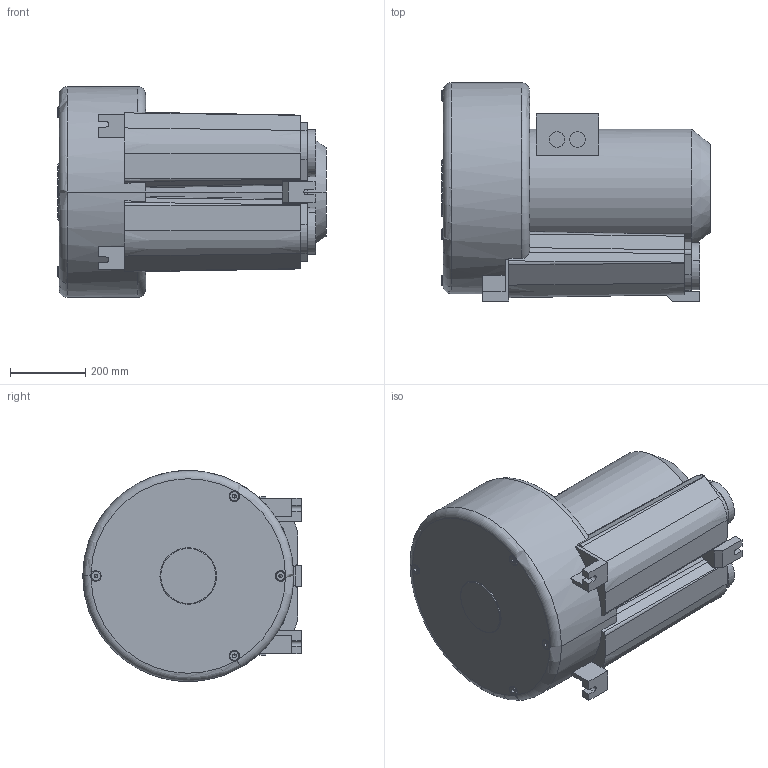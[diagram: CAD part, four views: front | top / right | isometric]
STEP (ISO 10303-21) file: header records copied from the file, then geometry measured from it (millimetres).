
FILE_DESCRIPTION((''),'2;1');
FILE_NAME('VSC1370_1MP182_GEWFL_ASM','2017-08-09T',('cfitz'),('vacuvane vacuum technology gmbh'),'CREO PARAMETRIC BY PTC INC, 2016130','CREO PARAMETRIC BY PTC INC, 2016130','');
FILE_SCHEMA(('CONFIG_CONTROL_DESIGN'));
Length unit declared in the file: millimetre
Products named in the file (3): VSC1370_1MP182; GEWINDEFLANSCH_4_ZOLL; VSC1370_1MP182_GEWFL_ASM
Assembly tree (3 placements, depth 2):
  VSC1370_1MP182_GEWFL_ASM
    VSC1370_1MP182
    GEWINDEFLANSCH_4_ZOLL  x2
Bounding box: 712.5 x 580 x 560 mm (x, y, z)
Volume: 107440758.4 mm3; surface area: 2447607.5 mm2
Topology: 3 solids, 3 shells, 928 faces, 2552 edges, 1679 vertices
Faces by surface type: extrusion 414, plane 356, cylinder 111, cone 34, torus 13
Entity records: 31964 total; most frequent: CARTESIAN_POINT 10629, ORIENTED_EDGE 4908, DIRECTION 3227, EDGE_CURVE 2454, VERTEX_POINT 1625, VECTOR 1619, B_SPLINE_CURVE_WITH_KNOTS 1349, LINE 1205
